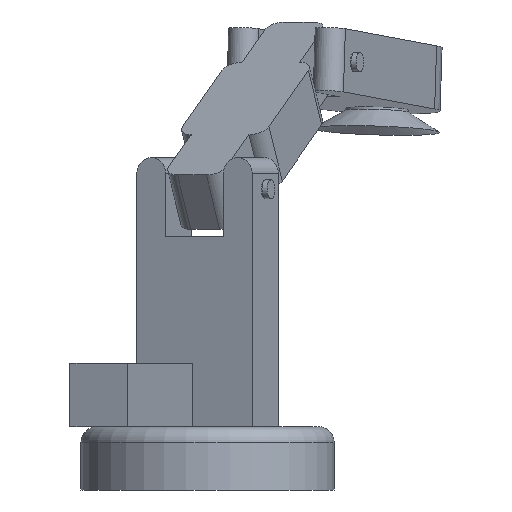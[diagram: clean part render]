
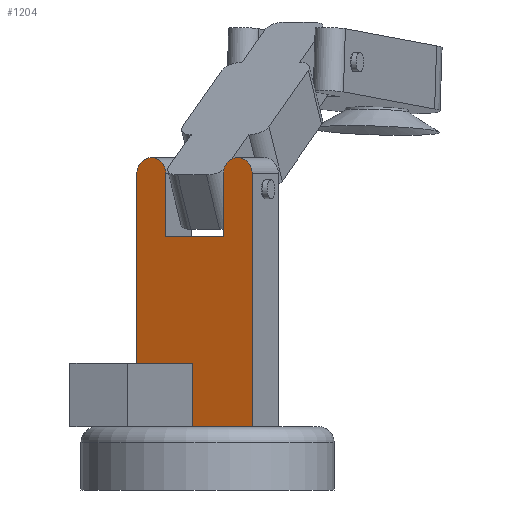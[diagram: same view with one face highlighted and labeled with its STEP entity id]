
A CAD part, front view. The second image highlights one B-rep face of the part: STEP entity #1204.
In plain terms, the highlighted face is planar.
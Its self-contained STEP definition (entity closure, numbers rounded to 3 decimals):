
#99=PLANE('',#1369);
#149=FACE_OUTER_BOUND('',#225,.T.);
#225=EDGE_LOOP('',(#876,#877,#878,#879,#880,#881,#882,#883,#884));
#310=LINE('',#1940,#411);
#311=LINE('',#1943,#412);
#315=LINE('',#1958,#416);
#316=LINE('',#1960,#417);
#317=LINE('',#1962,#418);
#318=LINE('',#1965,#419);
#319=LINE('',#1966,#420);
#411=VECTOR('',#1547,10.);
#412=VECTOR('',#1550,10.);
#416=VECTOR('',#1564,10.);
#417=VECTOR('',#1565,10.);
#418=VECTOR('',#1566,10.);
#419=VECTOR('',#1569,10.);
#420=VECTOR('',#1570,10.);
#519=CIRCLE('',#1370,50.);
#520=CIRCLE('',#1371,50.);
#576=VERTEX_POINT('',#1929);
#579=VERTEX_POINT('',#1938);
#580=VERTEX_POINT('',#1942);
#584=VERTEX_POINT('',#1954);
#585=VERTEX_POINT('',#1955);
#586=VERTEX_POINT('',#1957);
#587=VERTEX_POINT('',#1959);
#588=VERTEX_POINT('',#1961);
#589=VERTEX_POINT('',#1963);
#692=EDGE_CURVE('',#576,#579,#310,.T.);
#693=EDGE_CURVE('',#580,#576,#311,.T.);
#699=EDGE_CURVE('',#584,#585,#519,.T.);
#700=EDGE_CURVE('',#585,#586,#315,.T.);
#701=EDGE_CURVE('',#586,#587,#316,.T.);
#702=EDGE_CURVE('',#587,#588,#317,.T.);
#703=EDGE_CURVE('',#588,#589,#520,.T.);
#704=EDGE_CURVE('',#589,#580,#318,.T.);
#705=EDGE_CURVE('',#579,#584,#319,.T.);
#876=ORIENTED_EDGE('',*,*,#699,.T.);
#877=ORIENTED_EDGE('',*,*,#700,.T.);
#878=ORIENTED_EDGE('',*,*,#701,.T.);
#879=ORIENTED_EDGE('',*,*,#702,.T.);
#880=ORIENTED_EDGE('',*,*,#703,.T.);
#881=ORIENTED_EDGE('',*,*,#704,.T.);
#882=ORIENTED_EDGE('',*,*,#693,.T.);
#883=ORIENTED_EDGE('',*,*,#692,.T.);
#884=ORIENTED_EDGE('',*,*,#705,.T.);
#1204=ADVANCED_FACE('',(#149),#99,.F.);
#1369=AXIS2_PLACEMENT_3D('',#1953,#1560,#1561);
#1370=AXIS2_PLACEMENT_3D('',#1956,#1562,#1563);
#1371=AXIS2_PLACEMENT_3D('',#1964,#1567,#1568);
#1547=DIRECTION('',(0.,0.,1.));
#1550=DIRECTION('',(0.,0.,1.));
#1560=DIRECTION('center_axis',(1.,0.,0.));
#1561=DIRECTION('ref_axis',(0.,1.,0.));
#1562=DIRECTION('center_axis',(-1.,0.,0.));
#1563=DIRECTION('ref_axis',(0.,0.,-1.));
#1564=DIRECTION('',(0.,-1.,0.));
#1565=DIRECTION('',(0.,0.,-1.));
#1566=DIRECTION('',(0.,1.,0.));
#1567=DIRECTION('center_axis',(-1.,0.,0.));
#1568=DIRECTION('ref_axis',(0.,0.,-1.));
#1569=DIRECTION('',(0.,-1.,0.));
#1570=DIRECTION('',(0.,1.,0.));
#1929=CARTESIAN_POINT('',(-100.,0.,200.));
#1938=CARTESIAN_POINT('',(-100.,0.,400.));
#1940=CARTESIAN_POINT('',(-100.,0.,400.));
#1942=CARTESIAN_POINT('',(-100.,0.,0.));
#1943=CARTESIAN_POINT('',(-100.,0.,400.));
#1953=CARTESIAN_POINT('Origin',(-100.,425.,200.));
#1954=CARTESIAN_POINT('',(-100.,800.,400.));
#1955=CARTESIAN_POINT('',(-100.,800.,300.));
#1956=CARTESIAN_POINT('Origin',(-100.,800.,350.));
#1957=CARTESIAN_POINT('',(-100.,600.,300.));
#1958=CARTESIAN_POINT('',(-100.,600.,300.));
#1959=CARTESIAN_POINT('',(-100.,600.,100.));
#1960=CARTESIAN_POINT('',(-100.,600.,100.));
#1961=CARTESIAN_POINT('',(-100.,800.,100.));
#1962=CARTESIAN_POINT('',(-100.,800.,100.));
#1963=CARTESIAN_POINT('',(-100.,800.,0.));
#1964=CARTESIAN_POINT('Origin',(-100.,800.,50.));
#1965=CARTESIAN_POINT('',(-100.,0.,0.));
#1966=CARTESIAN_POINT('',(-100.,800.,400.));
